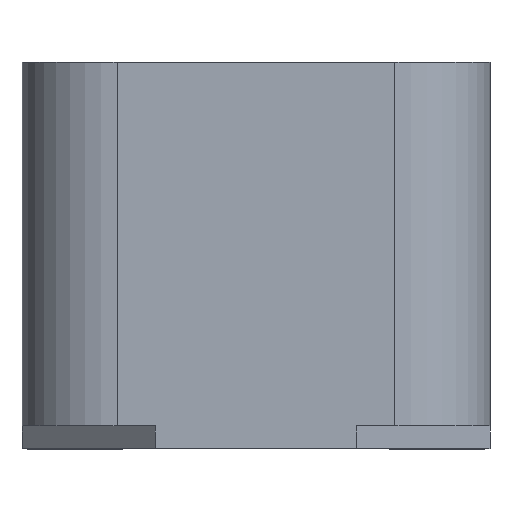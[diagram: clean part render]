
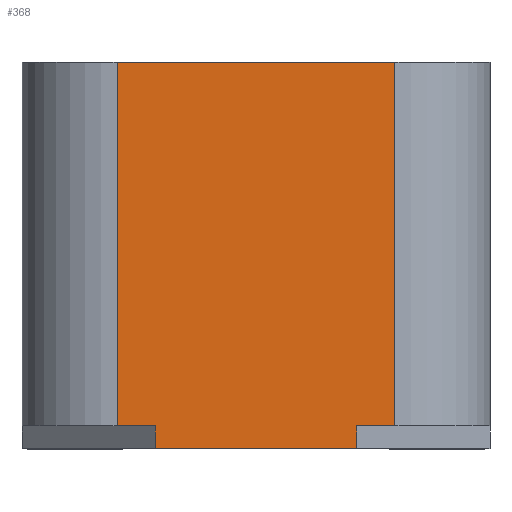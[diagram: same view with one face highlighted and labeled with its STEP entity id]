
A CAD part, front view. The second image highlights one B-rep face of the part: STEP entity #368.
In plain terms, the highlighted planar face has unit normal (0, -1, 0).
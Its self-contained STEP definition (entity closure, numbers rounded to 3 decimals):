
#139 = EDGE_CURVE('',#140,#142,#144,.T.);
#140 = VERTEX_POINT('',#141);
#141 = CARTESIAN_POINT('',(-2.65,-6.15,0.));
#142 = VERTEX_POINT('',#143);
#143 = CARTESIAN_POINT('',(2.65,-6.15,0.));
#144 = LINE('',#145,#146);
#145 = CARTESIAN_POINT('',(6.15,-6.15,0.));
#146 = VECTOR('',#147,1.);
#147 = DIRECTION('',(1.,0.,0.));
#344 = VERTEX_POINT('',#345);
#345 = CARTESIAN_POINT('',(2.65,-6.15,0.6));
#351 = EDGE_CURVE('',#344,#142,#352,.T.);
#352 = LINE('',#353,#354);
#353 = CARTESIAN_POINT('',(2.65,-6.15,0.6));
#354 = VECTOR('',#355,1.);
#355 = DIRECTION('',(0.,0.,-1.));
#368 = ADVANCED_FACE('',(#369),#419,.F.);
#369 = FACE_BOUND('',#370,.T.);
#370 = EDGE_LOOP('',(#371,#381,#389,#395,#396,#397,#405,#413));
#371 = ORIENTED_EDGE('',*,*,#372,.F.);
#372 = EDGE_CURVE('',#373,#375,#377,.T.);
#373 = VERTEX_POINT('',#374);
#374 = CARTESIAN_POINT('',(-3.65,-6.15,0.6));
#375 = VERTEX_POINT('',#376);
#376 = CARTESIAN_POINT('',(-3.65,-6.15,10.16));
#377 = LINE('',#378,#379);
#378 = CARTESIAN_POINT('',(-3.65,-6.15,10.16));
#379 = VECTOR('',#380,1.);
#380 = DIRECTION('',(0.,0.,1.));
#381 = ORIENTED_EDGE('',*,*,#382,.F.);
#382 = EDGE_CURVE('',#383,#373,#385,.T.);
#383 = VERTEX_POINT('',#384);
#384 = CARTESIAN_POINT('',(-2.65,-6.15,0.6));
#385 = LINE('',#386,#387);
#386 = CARTESIAN_POINT('',(0.,-6.15,0.6));
#387 = VECTOR('',#388,1.);
#388 = DIRECTION('',(-1.,0.,0.));
#389 = ORIENTED_EDGE('',*,*,#390,.F.);
#390 = EDGE_CURVE('',#140,#383,#391,.T.);
#391 = LINE('',#392,#393);
#392 = CARTESIAN_POINT('',(-2.65,-6.15,10.16));
#393 = VECTOR('',#394,1.);
#394 = DIRECTION('',(0.,0.,1.));
#395 = ORIENTED_EDGE('',*,*,#139,.T.);
#396 = ORIENTED_EDGE('',*,*,#351,.F.);
#397 = ORIENTED_EDGE('',*,*,#398,.F.);
#398 = EDGE_CURVE('',#399,#344,#401,.T.);
#399 = VERTEX_POINT('',#400);
#400 = CARTESIAN_POINT('',(3.65,-6.15,0.6));
#401 = LINE('',#402,#403);
#402 = CARTESIAN_POINT('',(-6.15,-6.15,0.6));
#403 = VECTOR('',#404,1.);
#404 = DIRECTION('',(-1.,0.,0.));
#405 = ORIENTED_EDGE('',*,*,#406,.F.);
#406 = EDGE_CURVE('',#407,#399,#409,.T.);
#407 = VERTEX_POINT('',#408);
#408 = CARTESIAN_POINT('',(3.65,-6.15,10.16));
#409 = LINE('',#410,#411);
#410 = CARTESIAN_POINT('',(3.65,-6.15,10.16));
#411 = VECTOR('',#412,1.);
#412 = DIRECTION('',(0.,0.,-1.));
#413 = ORIENTED_EDGE('',*,*,#414,.F.);
#414 = EDGE_CURVE('',#375,#407,#415,.T.);
#415 = LINE('',#416,#417);
#416 = CARTESIAN_POINT('',(-6.15,-6.15,10.16));
#417 = VECTOR('',#418,1.);
#418 = DIRECTION('',(1.,0.,0.));
#419 = PLANE('',#420);
#420 = AXIS2_PLACEMENT_3D('',#421,#422,#423);
#421 = CARTESIAN_POINT('',(-6.15,-6.15,10.16));
#422 = DIRECTION('',(0.,1.,0.));
#423 = DIRECTION('',(-1.,0.,0.));
